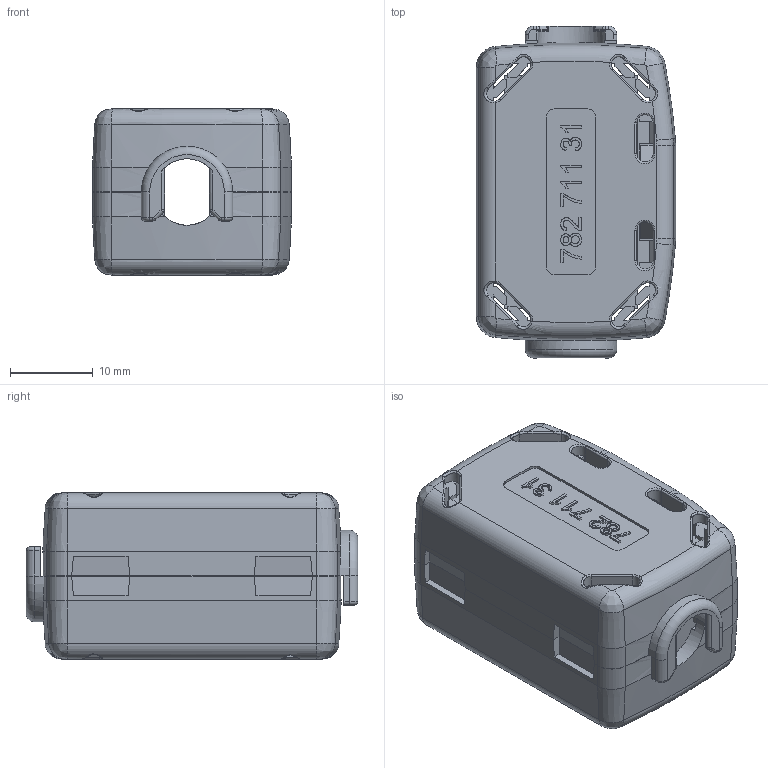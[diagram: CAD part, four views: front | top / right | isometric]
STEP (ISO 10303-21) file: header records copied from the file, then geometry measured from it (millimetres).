
FILE_DESCRIPTION( ( 'Unknown' ), '1' );
FILE_NAME( '78271131_Rev2_Ind01.stp', 'Unknown', ( 'Unknown' ), ( 'Unknown' ), 'PSStep 21.0.46', 'Unknown', ' ' );
FILE_SCHEMA( ( 'AUTOMOTIVE_DESIGN { 1 0 10303 214 1 1 1 1 }' ) );
Length unit declared in the file: millimetre
Products named in the file (4): Assem1; 78271131_unten; Kern; 78271131_oben
Assembly tree (4 placements, depth 2):
  Assem1
    78271131_unten
    Kern  x2
    78271131_oben
Bounding box: 24 x 40 x 20.01 mm (x, y, z)
Volume: 10769.1 mm3; surface area: 11661.1 mm2
Topology: 4 solids, 4 shells, 1397 faces, 3821 edges, 2479 vertices
Faces by surface type: plane 942, cylinder 192, extrusion 136, bspline 54, torus 40, cone 30, revolution 3
Full cylindrical faces by diameter (mm): 3 x2, 4.289 x1, 4.75 x1
Entity records: 60977 total; most frequent: CARTESIAN_POINT 15208, ORIENTED_EDGE 7590, DIRECTION 6457, EDGE_CURVE 3795, VECTOR 2948, LINE 2812, VERTEX_POINT 2465, AXIS2_PLACEMENT_3D 1753
